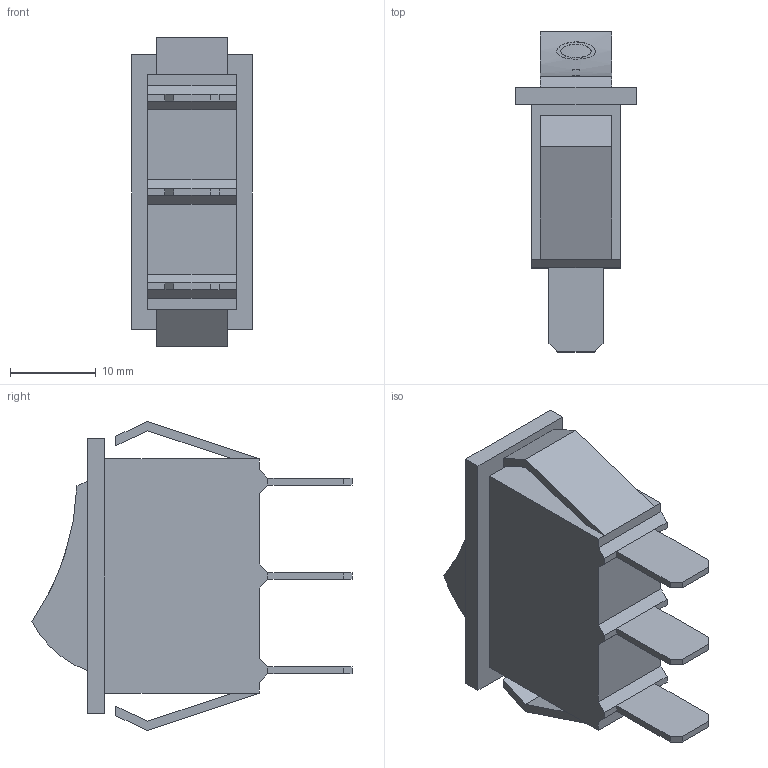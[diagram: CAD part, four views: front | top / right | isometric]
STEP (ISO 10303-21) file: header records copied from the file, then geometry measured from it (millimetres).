
FILE_DESCRIPTION (( 'STEP AP214' ), '1' );
FILE_NAME ('83F02903-03D1-4215-B0A1-8EDB633A50C5.STEP', '2007-10-24T14:48:20', ( 'sysAdmin' ), ( 'SolidWorks' ), 'SwSTEP 2.0', 'SolidWorks 2008', '' );
FILE_SCHEMA (( 'AUTOMOTIVE_DESIGN' ));
Length unit declared in the file: millimetre
Products named in the file (1): 83F02903-03D1-4215-B0A1-8EDB633A50C5
Bounding box: 14 x 37.3 x 36 mm (x, y, z)
Volume: 7021.2 mm3; surface area: 3630.6 mm2
Topology: 1 solids, 1 shells, 77 faces, 194 edges, 124 vertices
Faces by surface type: plane 67, cylinder 10
Entity records: 2544 total; most frequent: CARTESIAN_POINT 628, ORIENTED_EDGE 388, DIRECTION 352, EDGE_CURVE 194, VECTOR 176, LINE 176, VERTEX_POINT 124, AXIS2_PLACEMENT_3D 88
